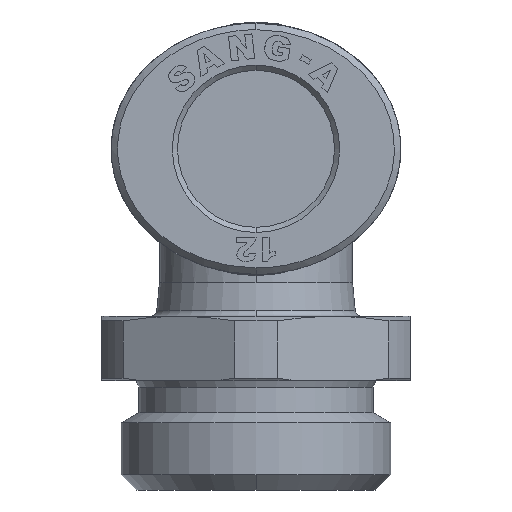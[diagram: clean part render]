
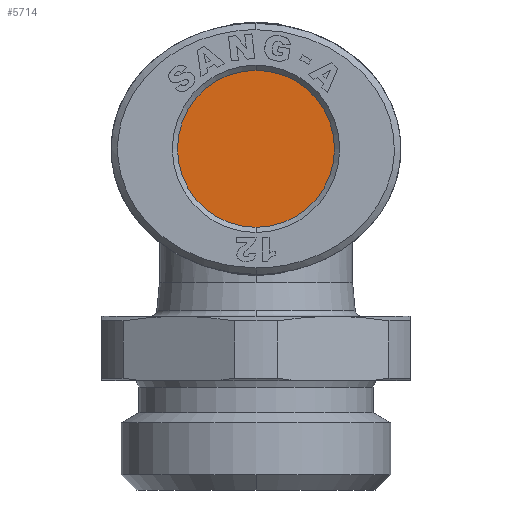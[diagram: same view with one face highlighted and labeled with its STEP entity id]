
A CAD part, left-side view. The second image highlights one B-rep face of the part: STEP entity #5714.
In plain terms, the highlighted planar face has unit normal (-1, 0, 0).
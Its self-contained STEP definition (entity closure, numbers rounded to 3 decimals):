
#419 = CARTESIAN_POINT ( 'NONE',  ( -22.728, 0., 6.1 ) ) ;
#1117 = EDGE_LOOP ( 'NONE', ( #19033, #25562 ) ) ;
#2355 = VERTEX_POINT ( 'NONE', #11789 ) ;
#5714 = ADVANCED_FACE ( 'NONE', ( #11704 ), #21733, .F. ) ;
#8743 = CARTESIAN_POINT ( 'NONE',  ( -22.728, 0., 0. ) ) ;
#9819 = EDGE_CURVE ( 'NONE', #2355, #17931, #22597, .T. ) ;
#11704 = FACE_OUTER_BOUND ( 'NONE', #1117, .T. ) ;
#11789 = CARTESIAN_POINT ( 'NONE',  ( -22.728, 0., -6.1 ) ) ;
#12462 = EDGE_CURVE ( 'NONE', #17931, #2355, #15237, .T. ) ;
#15237 = CIRCLE ( 'NONE', #20678, 6.1 ) ;
#15433 = CARTESIAN_POINT ( 'NONE',  ( -22.728, 0., 0. ) ) ;
#17366 = DIRECTION ( 'NONE',  ( 1., 0., 0. ) ) ;
#17931 = VERTEX_POINT ( 'NONE', #419 ) ;
#18722 = CARTESIAN_POINT ( 'NONE',  ( -22.728, 0., 0. ) ) ;
#19033 = ORIENTED_EDGE ( 'NONE', *, *, #9819, .T. ) ;
#19594 = DIRECTION ( 'NONE',  ( 0., 0., -1. ) ) ;
#20267 = AXIS2_PLACEMENT_3D ( 'NONE', #15433, #26080, #19594 ) ;
#20678 = AXIS2_PLACEMENT_3D ( 'NONE', #18722, #27337, #25486 ) ;
#21733 = PLANE ( 'NONE',  #25221 ) ;
#22597 = CIRCLE ( 'NONE', #20267, 6.1 ) ;
#23721 = DIRECTION ( 'NONE',  ( 0., 0., -1. ) ) ;
#25221 = AXIS2_PLACEMENT_3D ( 'NONE', #8743, #17366, #23721 ) ;
#25486 = DIRECTION ( 'NONE',  ( 0., 0., -1. ) ) ;
#25562 = ORIENTED_EDGE ( 'NONE', *, *, #12462, .T. ) ;
#26080 = DIRECTION ( 'NONE',  ( -1., 0., 0. ) ) ;
#27337 = DIRECTION ( 'NONE',  ( -1., 0., 0. ) ) ;
